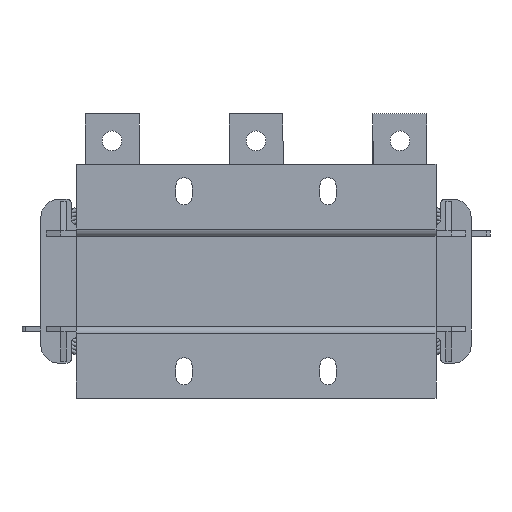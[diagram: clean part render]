
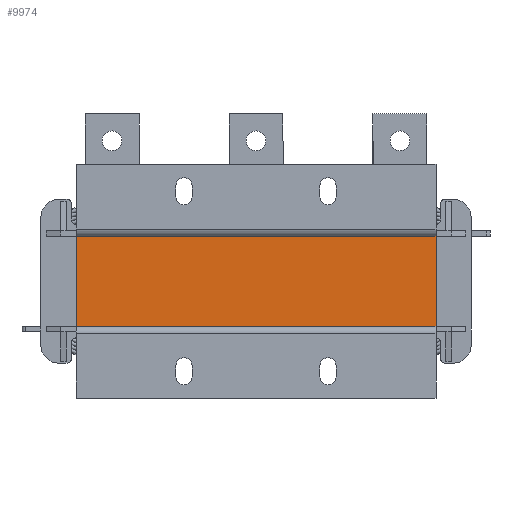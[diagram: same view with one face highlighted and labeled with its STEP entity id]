
A CAD part, front view. The second image highlights one B-rep face of the part: STEP entity #9974.
In plain terms, the highlighted planar face has unit normal (0, -1, 0).
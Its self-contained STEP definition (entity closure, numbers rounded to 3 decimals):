
#185 = VERTEX_POINT ( 'NONE', #1296 ) ;
#962 = PLANE ( 'NONE',  #15628 ) ;
#1296 = CARTESIAN_POINT ( 'NONE',  ( 0., 0., 0. ) ) ;
#1931 = CARTESIAN_POINT ( 'NONE',  ( 0., 0., 50. ) ) ;
#2306 = DIRECTION ( 'NONE',  ( 0., 0., -1. ) ) ;
#2976 = DIRECTION ( 'NONE',  ( 0., 1., 0. ) ) ;
#3475 = VERTEX_POINT ( 'NONE', #9834 ) ;
#4562 = CARTESIAN_POINT ( 'NONE',  ( 0., 0., 50. ) ) ;
#4738 = EDGE_CURVE ( 'NONE', #3475, #19559, #6307, .T. ) ;
#6307 = LINE ( 'NONE', #23215, #7032 ) ;
#6592 = VECTOR ( 'NONE', #2306, 1000. ) ;
#7032 = VECTOR ( 'NONE', #20716, 1000. ) ;
#8537 = LINE ( 'NONE', #1931, #26942 ) ;
#9834 = CARTESIAN_POINT ( 'NONE',  ( 200., 0., 50. ) ) ;
#9974 = ADVANCED_FACE ( 'NONE', ( #27988 ), #962, .F. ) ;
#11434 = VERTEX_POINT ( 'NONE', #26858 ) ;
#11694 = ORIENTED_EDGE ( 'NONE', *, *, #4738, .F. ) ;
#12664 = LINE ( 'NONE', #22788, #24382 ) ;
#12815 = CARTESIAN_POINT ( 'NONE',  ( 0., 0., 50. ) ) ;
#13697 = EDGE_CURVE ( 'NONE', #11434, #3475, #8537, .T. ) ;
#15309 = CARTESIAN_POINT ( 'NONE',  ( 200., 0., 0. ) ) ;
#15628 = AXIS2_PLACEMENT_3D ( 'NONE', #12815, #2976, #24495 ) ;
#15962 = DIRECTION ( 'NONE',  ( 1., 0., 0. ) ) ;
#16050 = EDGE_LOOP ( 'NONE', ( #17200, #11694, #26398, #26405 ) ) ;
#17200 = ORIENTED_EDGE ( 'NONE', *, *, #21841, .T. ) ;
#17714 = EDGE_CURVE ( 'NONE', #11434, #185, #26116, .T. ) ;
#19559 = VERTEX_POINT ( 'NONE', #15309 ) ;
#20716 = DIRECTION ( 'NONE',  ( 0., 0., -1. ) ) ;
#21841 = EDGE_CURVE ( 'NONE', #185, #19559, #12664, .T. ) ;
#22788 = CARTESIAN_POINT ( 'NONE',  ( 0., 0., 0. ) ) ;
#23215 = CARTESIAN_POINT ( 'NONE',  ( 200., 0., 50. ) ) ;
#24382 = VECTOR ( 'NONE', #29711, 1000. ) ;
#24495 = DIRECTION ( 'NONE',  ( 0., 0., 1. ) ) ;
#26116 = LINE ( 'NONE', #4562, #6592 ) ;
#26398 = ORIENTED_EDGE ( 'NONE', *, *, #13697, .F. ) ;
#26405 = ORIENTED_EDGE ( 'NONE', *, *, #17714, .T. ) ;
#26858 = CARTESIAN_POINT ( 'NONE',  ( 0., 0., 50. ) ) ;
#26942 = VECTOR ( 'NONE', #15962, 1000. ) ;
#27988 = FACE_OUTER_BOUND ( 'NONE', #16050, .T. ) ;
#29711 = DIRECTION ( 'NONE',  ( 1., 0., 0. ) ) ;
